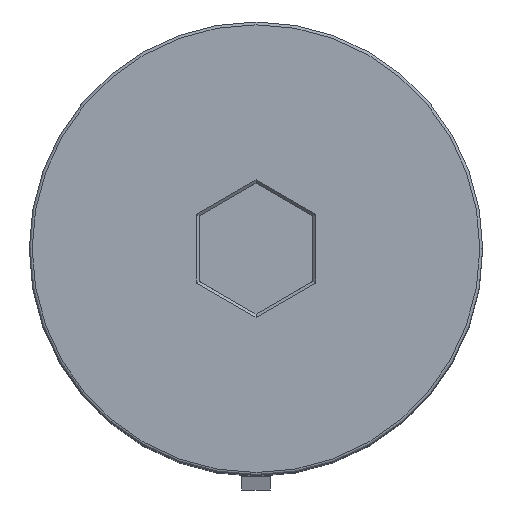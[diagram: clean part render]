
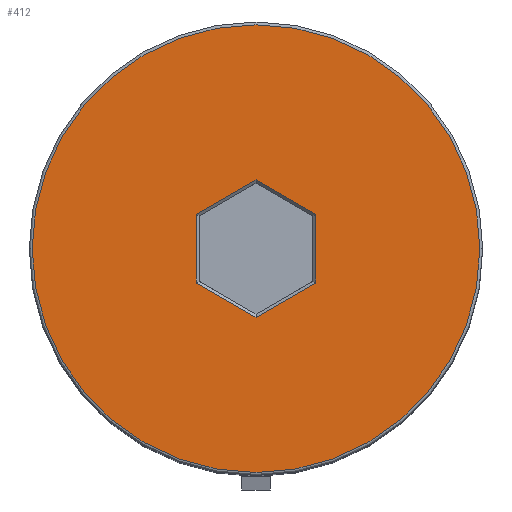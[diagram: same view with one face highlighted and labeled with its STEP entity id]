
A CAD part, top view. The second image highlights one B-rep face of the part: STEP entity #412.
In plain terms, the highlighted planar face has unit normal (0, 0, 1).
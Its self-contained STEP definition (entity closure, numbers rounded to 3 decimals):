
#51 = EDGE_CURVE ( 'NONE', #1996, #828, #2078, .T. ) ;
#65 = DIRECTION ( 'NONE',  ( 1., 0., 0. ) ) ;
#99 = FACE_OUTER_BOUND ( 'NONE', #1501, .T. ) ;
#108 = VERTEX_POINT ( 'NONE', #1279 ) ;
#167 = VECTOR ( 'NONE', #1905, 1000. ) ;
#213 = DIRECTION ( 'NONE',  ( -0.866, -0.5, 0. ) ) ;
#216 = DIRECTION ( 'NONE',  ( 0., 0., 1. ) ) ;
#221 = DIRECTION ( 'NONE',  ( 0., 1., 0. ) ) ;
#258 = VERTEX_POINT ( 'NONE', #640 ) ;
#281 = CARTESIAN_POINT ( 'NONE',  ( 2.1, -1.155, 0. ) ) ;
#322 = CARTESIAN_POINT ( 'NONE',  ( 2.1, -1.212, 0. ) ) ;
#357 = EDGE_CURVE ( 'NONE', #1909, #1152, #1023, .T. ) ;
#366 = DIRECTION ( 'NONE',  ( 0., 0., 1. ) ) ;
#404 = CARTESIAN_POINT ( 'NONE',  ( 2.05, 1.241, 0. ) ) ;
#412 = ADVANCED_FACE ( 'NONE', ( #99, #1973 ), #1658, .T. ) ;
#456 = VERTEX_POINT ( 'NONE', #1284 ) ;
#512 = VERTEX_POINT ( 'NONE', #322 ) ;
#522 = CARTESIAN_POINT ( 'NONE',  ( 0., 0., 0. ) ) ;
#539 = DIRECTION ( 'NONE',  ( 1., 0., 0. ) ) ;
#583 = EDGE_LOOP ( 'NONE', ( #1809, #928, #1154, #1888, #1294, #798 ) ) ;
#584 = CARTESIAN_POINT ( 'NONE',  ( 0., 0., 0. ) ) ;
#597 = CIRCLE ( 'NONE', #1172, 7.9 ) ;
#606 = VECTOR ( 'NONE', #886, 1000. ) ;
#624 = EDGE_CURVE ( 'NONE', #828, #1996, #597, .T. ) ;
#637 = LINE ( 'NONE', #1285, #1856 ) ;
#640 = CARTESIAN_POINT ( 'NONE',  ( 2.1, 1.212, 0. ) ) ;
#684 = CARTESIAN_POINT ( 'NONE',  ( 0.05, -2.396, 0. ) ) ;
#730 = AXIS2_PLACEMENT_3D ( 'NONE', #522, #366, #65 ) ;
#747 = EDGE_CURVE ( 'NONE', #258, #512, #1425, .T. ) ;
#762 = CARTESIAN_POINT ( 'NONE',  ( -2.1, 1.212, 0. ) ) ;
#798 = ORIENTED_EDGE ( 'NONE', *, *, #747, .T. ) ;
#828 = VERTEX_POINT ( 'NONE', #1115 ) ;
#886 = DIRECTION ( 'NONE',  ( 0.866, -0.5, 0. ) ) ;
#928 = ORIENTED_EDGE ( 'NONE', *, *, #997, .T. ) ;
#997 = EDGE_CURVE ( 'NONE', #108, #1909, #1208, .T. ) ;
#1023 = LINE ( 'NONE', #1668, #1469 ) ;
#1115 = CARTESIAN_POINT ( 'NONE',  ( 7.9, 0., 0. ) ) ;
#1126 = DIRECTION ( 'NONE',  ( 0.866, 0.5, 0. ) ) ;
#1152 = VERTEX_POINT ( 'NONE', #762 ) ;
#1154 = ORIENTED_EDGE ( 'NONE', *, *, #357, .T. ) ;
#1172 = AXIS2_PLACEMENT_3D ( 'NONE', #1550, #1513, #2037 ) ;
#1208 = LINE ( 'NONE', #1222, #1273 ) ;
#1222 = CARTESIAN_POINT ( 'NONE',  ( -2.05, -1.241, 0. ) ) ;
#1273 = VECTOR ( 'NONE', #1852, 1000. ) ;
#1279 = CARTESIAN_POINT ( 'NONE',  ( 0., -2.425, 0. ) ) ;
#1284 = CARTESIAN_POINT ( 'NONE',  ( 0., 2.425, 0. ) ) ;
#1285 = CARTESIAN_POINT ( 'NONE',  ( -0.05, 2.396, 0. ) ) ;
#1294 = ORIENTED_EDGE ( 'NONE', *, *, #1696, .T. ) ;
#1315 = VECTOR ( 'NONE', #213, 1000. ) ;
#1394 = LINE ( 'NONE', #404, #606 ) ;
#1396 = LINE ( 'NONE', #684, #1315 ) ;
#1425 = LINE ( 'NONE', #281, #167 ) ;
#1469 = VECTOR ( 'NONE', #221, 1000. ) ;
#1490 = CARTESIAN_POINT ( 'NONE',  ( -2.1, -1.212, 0. ) ) ;
#1501 = EDGE_LOOP ( 'NONE', ( #2036, #1941 ) ) ;
#1513 = DIRECTION ( 'NONE',  ( 0., 0., 1. ) ) ;
#1550 = CARTESIAN_POINT ( 'NONE',  ( 0., 0., 0. ) ) ;
#1555 = CARTESIAN_POINT ( 'NONE',  ( -7.9, 0., 0. ) ) ;
#1639 = AXIS2_PLACEMENT_3D ( 'NONE', #584, #216, #539 ) ;
#1658 = PLANE ( 'NONE',  #730 ) ;
#1668 = CARTESIAN_POINT ( 'NONE',  ( -2.1, 1.155, 0. ) ) ;
#1677 = EDGE_CURVE ( 'NONE', #1152, #456, #637, .T. ) ;
#1696 = EDGE_CURVE ( 'NONE', #456, #258, #1394, .T. ) ;
#1809 = ORIENTED_EDGE ( 'NONE', *, *, #1906, .T. ) ;
#1852 = DIRECTION ( 'NONE',  ( -0.866, 0.5, 0. ) ) ;
#1856 = VECTOR ( 'NONE', #1126, 1000. ) ;
#1888 = ORIENTED_EDGE ( 'NONE', *, *, #1677, .T. ) ;
#1905 = DIRECTION ( 'NONE',  ( 0., -1., 0. ) ) ;
#1906 = EDGE_CURVE ( 'NONE', #512, #108, #1396, .T. ) ;
#1909 = VERTEX_POINT ( 'NONE', #1490 ) ;
#1941 = ORIENTED_EDGE ( 'NONE', *, *, #51, .T. ) ;
#1973 = FACE_BOUND ( 'NONE', #583, .T. ) ;
#1996 = VERTEX_POINT ( 'NONE', #1555 ) ;
#2036 = ORIENTED_EDGE ( 'NONE', *, *, #624, .T. ) ;
#2037 = DIRECTION ( 'NONE',  ( 1., 0., 0. ) ) ;
#2078 = CIRCLE ( 'NONE', #1639, 7.9 ) ;
